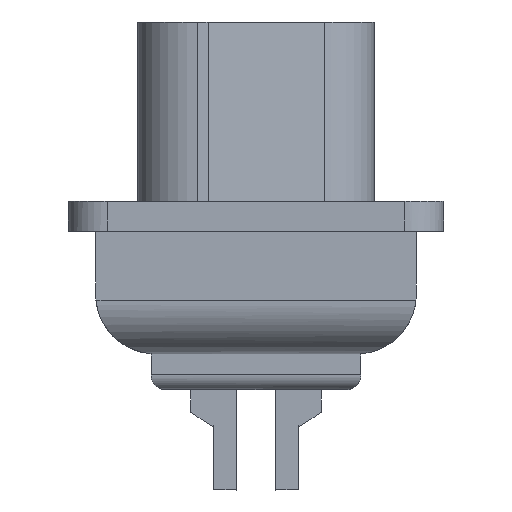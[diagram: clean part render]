
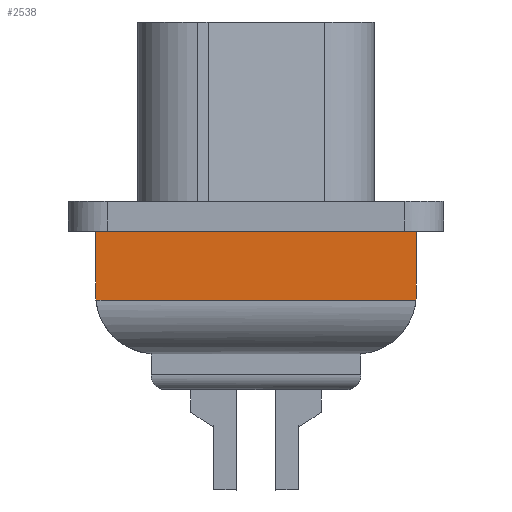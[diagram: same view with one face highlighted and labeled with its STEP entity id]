
A CAD part, left-side view. The second image highlights one B-rep face of the part: STEP entity #2538.
In plain terms, the highlighted planar face has unit normal (-1, 0, 0).
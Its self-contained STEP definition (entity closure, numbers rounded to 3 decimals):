
#2496=AXIS2_PLACEMENT_3D('Plane Axis2P3D',#2493,#2494,#2495) ;
#2433=CARTESIAN_POINT('Vertex',(5.805,11.635,8.65)) ;
#2436=CARTESIAN_POINT('Line Origine',(5.805,6.275,8.65)) ;
#2440=CARTESIAN_POINT('Vertex',(5.805,0.915,8.65)) ;
#2478=CARTESIAN_POINT('Vertex',(5.805,11.635,6.617)) ;
#2481=CARTESIAN_POINT('Line Origine',(5.805,11.635,7.634)) ;
#2493=CARTESIAN_POINT('Axis2P3D Location',(5.805,13.775,6.35)) ;
#2499=CARTESIAN_POINT('Control Point',(5.805,11.626,6.35)) ;
#2500=CARTESIAN_POINT('Control Point',(5.805,11.631,6.403)) ;
#2501=CARTESIAN_POINT('Control Point',(5.805,11.635,6.457)) ;
#2502=CARTESIAN_POINT('Control Point',(5.805,11.637,6.51)) ;
#2503=CARTESIAN_POINT('Control Point',(5.805,11.637,6.564)) ;
#2504=CARTESIAN_POINT('Control Point',(5.805,11.635,6.617)) ;
#2505=CARTESIAN_POINT('Vertex',(5.805,11.626,6.35)) ;
#2508=CARTESIAN_POINT('Line Origine',(5.805,6.275,6.35)) ;
#2512=CARTESIAN_POINT('Vertex',(5.805,0.925,6.35)) ;
#2516=CARTESIAN_POINT('Control Point',(5.805,0.915,6.55)) ;
#2517=CARTESIAN_POINT('Control Point',(5.805,0.915,6.51)) ;
#2518=CARTESIAN_POINT('Control Point',(5.805,0.916,6.47)) ;
#2519=CARTESIAN_POINT('Control Point',(5.805,0.918,6.43)) ;
#2520=CARTESIAN_POINT('Control Point',(5.805,0.921,6.39)) ;
#2521=CARTESIAN_POINT('Control Point',(5.805,0.925,6.35)) ;
#2522=CARTESIAN_POINT('Vertex',(5.805,0.915,6.55)) ;
#2525=CARTESIAN_POINT('Line Origine',(5.805,0.915,7.6)) ;
#2437=DIRECTION('Vector Direction',(0.,-1.,0.)) ;
#2482=DIRECTION('Vector Direction',(0.,0.,1.)) ;
#2494=DIRECTION('Axis2P3D Direction',(-1.,-0.,0.)) ;
#2495=DIRECTION('Axis2P3D XDirection',(0.,0.,-1.)) ;
#2509=DIRECTION('Vector Direction',(0.,-1.,0.)) ;
#2526=DIRECTION('Vector Direction',(0.,0.,-1.)) ;
#2438=VECTOR('Line Direction',#2437,1.) ;
#2483=VECTOR('Line Direction',#2482,1.) ;
#2510=VECTOR('Line Direction',#2509,1.) ;
#2527=VECTOR('Line Direction',#2526,1.) ;
#2531=ORIENTED_EDGE('',*,*,#2442,.F.) ;
#2532=ORIENTED_EDGE('',*,*,#2485,.F.) ;
#2533=ORIENTED_EDGE('',*,*,#2507,.F.) ;
#2534=ORIENTED_EDGE('',*,*,#2514,.T.) ;
#2535=ORIENTED_EDGE('',*,*,#2524,.F.) ;
#2536=ORIENTED_EDGE('',*,*,#2529,.F.) ;
#2538=ADVANCED_FACE('Hauptk\X2\00F6\X0\rper',(#2537),#2497,.T.) ;
#2498=B_SPLINE_CURVE_WITH_KNOTS('',5,(#2499,#2500,#2501,#2502,#2503,#2504),.UNSPECIFIED.,.F.,.U.,(6,6),(0.,0.378),.UNSPECIFIED.) ;
#2515=B_SPLINE_CURVE_WITH_KNOTS('',5,(#2516,#2517,#2518,#2519,#2520,#2521),.UNSPECIFIED.,.F.,.U.,(6,6),(0.,0.283),.UNSPECIFIED.) ;
#2442=EDGE_CURVE('',#2434,#2441,#2439,.T.) ;
#2485=EDGE_CURVE('',#2479,#2434,#2484,.T.) ;
#2507=EDGE_CURVE('',#2506,#2479,#2498,.T.) ;
#2514=EDGE_CURVE('',#2506,#2513,#2511,.T.) ;
#2524=EDGE_CURVE('',#2523,#2513,#2515,.T.) ;
#2529=EDGE_CURVE('',#2441,#2523,#2528,.T.) ;
#2530=EDGE_LOOP('',(#2531,#2532,#2533,#2534,#2535,#2536)) ;
#2537=FACE_OUTER_BOUND('',#2530,.T.) ;
#2439=LINE('Line',#2436,#2438) ;
#2484=LINE('Line',#2481,#2483) ;
#2511=LINE('Line',#2508,#2510) ;
#2528=LINE('Line',#2525,#2527) ;
#2497=PLANE('',#2496) ;
#2434=VERTEX_POINT('',#2433) ;
#2441=VERTEX_POINT('',#2440) ;
#2479=VERTEX_POINT('',#2478) ;
#2506=VERTEX_POINT('',#2505) ;
#2513=VERTEX_POINT('',#2512) ;
#2523=VERTEX_POINT('',#2522) ;
